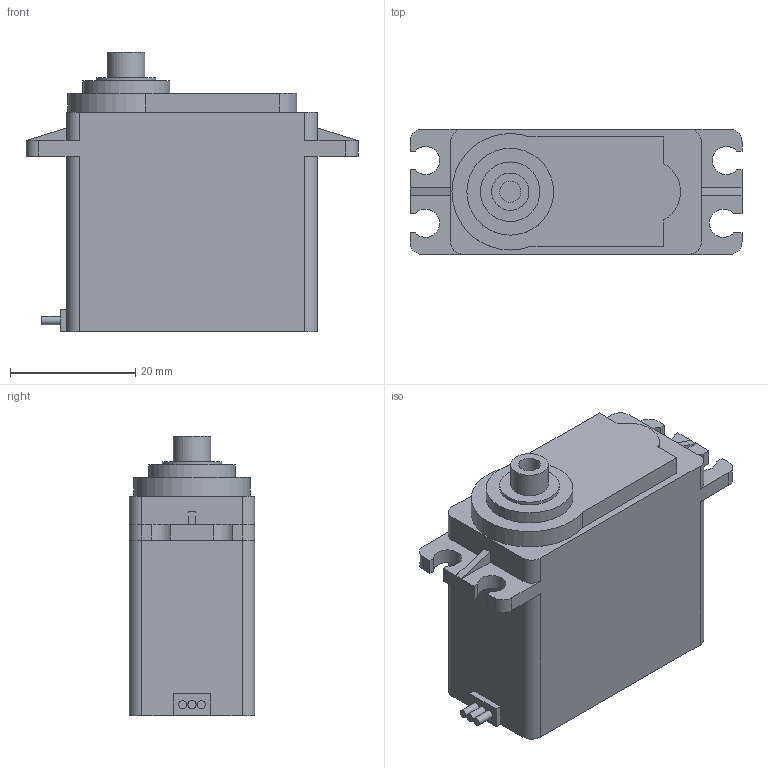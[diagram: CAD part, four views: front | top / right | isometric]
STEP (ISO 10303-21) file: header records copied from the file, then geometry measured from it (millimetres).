
FILE_DESCRIPTION(('FreeCAD Model'),'2;1');
FILE_NAME('Open CASCADE Shape Model','2023-11-18T19:41:01',(''),(''), 'Open CASCADE STEP processor 7.7','FreeCAD','Unknown');
FILE_SCHEMA(('AUTOMOTIVE_DESIGN { 1 0 10303 214 1 1 1 1 }'));
Length unit declared in the file: millimetre
Products named in the file (3): Hitec_D625NW; Hitec_D625MW001; Root_Gear
Assembly tree (2 placements, depth 2):
  Hitec_D625NW
    Hitec_D625MW001
    Root_Gear
Bounding box: 53 x 20 x 44.55 mm (x, y, z)
Volume: 30571.5 mm3; surface area: 6844.4 mm2
Topology: 2 solids, 2 shells, 75 faces, 191 edges, 126 vertices
Faces by surface type: plane 50, cylinder 25
Full cylindrical faces by diameter (mm): 1.3 x3, 3.4 x1, 5.95 x1, 9.5 x1, 13.85 x1
Entity records: 2379 total; most frequent: DIRECTION 397, CARTESIAN_POINT 395, ORIENTED_EDGE 382, EDGE_CURVE 191, LINE 141, VECTOR 141, AXIS2_PLACEMENT_3D 128, VERTEX_POINT 126
